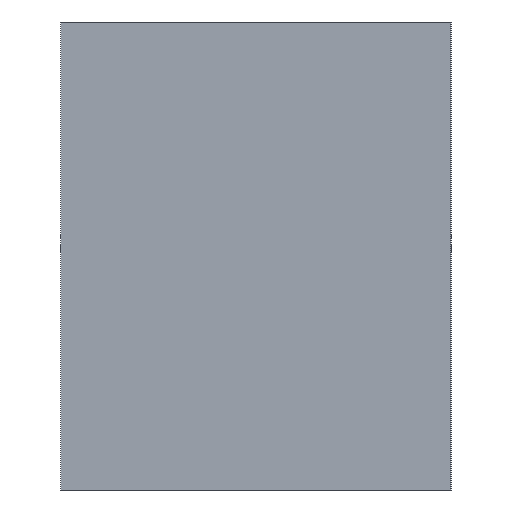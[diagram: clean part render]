
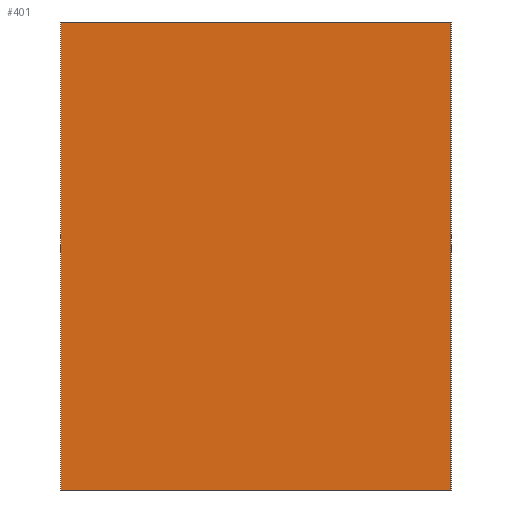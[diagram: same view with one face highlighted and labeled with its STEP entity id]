
A CAD part, left-side view. The second image highlights one B-rep face of the part: STEP entity #401.
In plain terms, the highlighted face is planar.
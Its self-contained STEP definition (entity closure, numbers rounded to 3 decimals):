
#52=ORIENTED_EDGE('',*,*,#115,.T.);
#53=ORIENTED_EDGE('',*,*,#116,.T.);
#54=ORIENTED_EDGE('',*,*,#96,.T.);
#55=ORIENTED_EDGE('',*,*,#112,.T.);
#96=EDGE_CURVE('',#132,#133,#156,.T.);
#112=EDGE_CURVE('',#133,#144,#172,.T.);
#115=EDGE_CURVE('',#144,#146,#175,.T.);
#116=EDGE_CURVE('',#146,#132,#176,.T.);
#132=VERTEX_POINT('',#509);
#133=VERTEX_POINT('',#510);
#144=VERTEX_POINT('',#543);
#146=VERTEX_POINT('',#549);
#156=LINE('',#508,#192);
#172=LINE('',#542,#208);
#175=LINE('',#548,#211);
#176=LINE('',#550,#212);
#192=VECTOR('',#438,1000.);
#208=VECTOR('',#466,1000.);
#211=VECTOR('',#471,1000.);
#212=VECTOR('',#472,1000.);
#235=EDGE_LOOP('',(#52,#53,#54,#55));
#253=FACE_BOUND('',#235,.T.);
#271=PLANE('',#424);
#401=ADVANCED_FACE('',(#253),#271,.F.);
#424=AXIS2_PLACEMENT_3D('',#547,#469,#470);
#438=DIRECTION('',(1.,0.,0.));
#466=DIRECTION('',(0.,0.,-1.));
#469=DIRECTION('',(0.,-1.,0.));
#470=DIRECTION('',(0.,0.,-1.));
#471=DIRECTION('',(-1.,0.,0.));
#472=DIRECTION('',(0.,0.,1.));
#508=CARTESIAN_POINT('',(-0.25,0.5,0.3));
#509=CARTESIAN_POINT('',(-0.25,0.5,0.3));
#510=CARTESIAN_POINT('',(0.25,0.5,0.3));
#542=CARTESIAN_POINT('',(0.25,0.5,0.3));
#543=CARTESIAN_POINT('',(0.25,0.5,-0.3));
#547=CARTESIAN_POINT('',(-0.225,0.5,-0.275));
#548=CARTESIAN_POINT('',(0.25,0.5,-0.3));
#549=CARTESIAN_POINT('',(-0.25,0.5,-0.3));
#550=CARTESIAN_POINT('',(-0.25,0.5,-0.3));
